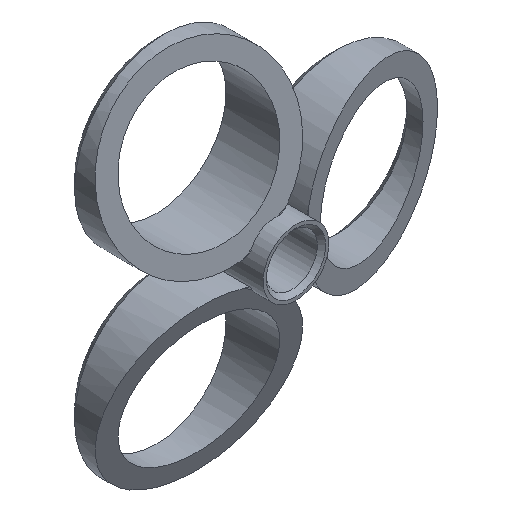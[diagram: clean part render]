
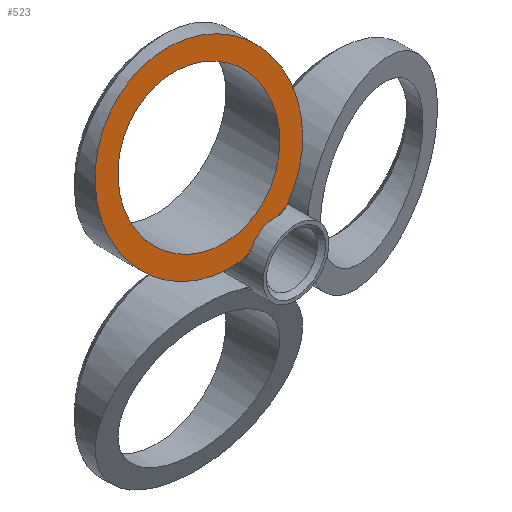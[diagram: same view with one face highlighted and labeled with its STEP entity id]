
A CAD part, isometric view. The second image highlights one B-rep face of the part: STEP entity #523.
In plain terms, the highlighted planar face has unit normal (-0.129, -0.966, 0.224).
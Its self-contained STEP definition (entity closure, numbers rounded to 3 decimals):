
#22=ELLIPSE('',#605,11.282,10.9);
#23=ELLIPSE('',#610,4.14,4.);
#24=ELLIPSE('',#611,8.798,8.5);
#54=FACE_BOUND('',#184,.T.);
#75=LINE('',#970,#101);
#76=LINE('',#971,#102);
#101=VECTOR('',#769,10.);
#102=VECTOR('',#770,10.);
#141=FACE_OUTER_BOUND('',#183,.T.);
#183=EDGE_LOOP('',(#442,#443,#444,#445));
#184=EDGE_LOOP('',(#446));
#259=VERTEX_POINT('',#956);
#260=VERTEX_POINT('',#958);
#263=VERTEX_POINT('',#967);
#264=VERTEX_POINT('',#968);
#265=VERTEX_POINT('',#972);
#321=EDGE_CURVE('',#259,#260,#22,.T.);
#325=EDGE_CURVE('',#263,#264,#23,.T.);
#326=EDGE_CURVE('',#260,#263,#75,.T.);
#327=EDGE_CURVE('',#264,#259,#76,.T.);
#328=EDGE_CURVE('',#265,#265,#24,.T.);
#442=ORIENTED_EDGE('',*,*,#325,.F.);
#443=ORIENTED_EDGE('',*,*,#326,.F.);
#444=ORIENTED_EDGE('',*,*,#321,.F.);
#445=ORIENTED_EDGE('',*,*,#327,.F.);
#446=ORIENTED_EDGE('',*,*,#328,.F.);
#493=PLANE('',#609);
#523=ADVANCED_FACE('',(#141,#54),#493,.F.);
#605=AXIS2_PLACEMENT_3D('',#959,#756,#757);
#609=AXIS2_PLACEMENT_3D('',#966,#765,#766);
#610=AXIS2_PLACEMENT_3D('',#969,#767,#768);
#611=AXIS2_PLACEMENT_3D('',#973,#771,#772);
#756=DIRECTION('center_axis',(0.129,0.966,-0.223));
#757=DIRECTION('ref_axis',(0.483,-0.258,-0.837));
#765=DIRECTION('center_axis',(0.129,0.966,-0.223));
#766=DIRECTION('ref_axis',(0.483,-0.258,-0.837));
#767=DIRECTION('center_axis',(-0.129,-0.966,0.223));
#768=DIRECTION('ref_axis',(0.483,-0.258,-0.837));
#769=DIRECTION('',(-0.866,0.,-0.5));
#770=DIRECTION('',(-0.866,0.,-0.5));
#771=DIRECTION('center_axis',(-0.129,-0.966,0.223));
#772=DIRECTION('ref_axis',(0.483,-0.258,-0.837));
#956=CARTESIAN_POINT('',(-4.417,-8.,1.535));
#958=CARTESIAN_POINT('',(0.879,-8.,4.592));
#959=CARTESIAN_POINT('Origin',(-7.,-5.205,12.124));
#966=CARTESIAN_POINT('Origin',(-13.,-2.,22.517));
#967=CARTESIAN_POINT('',(-0.152,-8.,3.997));
#968=CARTESIAN_POINT('',(-3.386,-8.,2.13));
#969=CARTESIAN_POINT('Origin',(0.,-8.945,0.));
#970=CARTESIAN_POINT('',(-1.769,-8.,3.064));
#971=CARTESIAN_POINT('',(-1.769,-8.,3.064));
#972=CARTESIAN_POINT('',(-11.25,-2.935,19.486));
#973=CARTESIAN_POINT('Origin',(-7.,-5.205,12.124));
